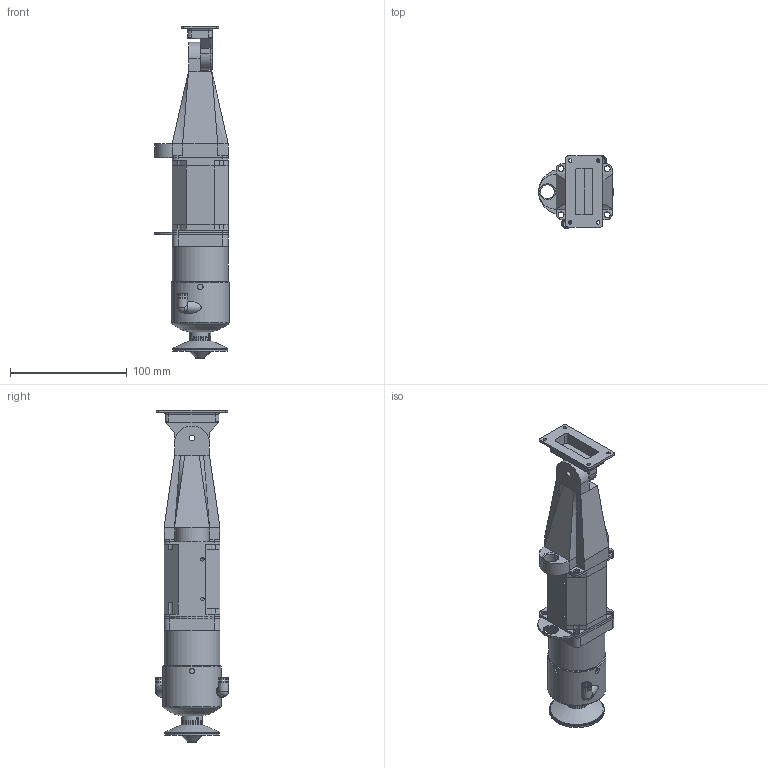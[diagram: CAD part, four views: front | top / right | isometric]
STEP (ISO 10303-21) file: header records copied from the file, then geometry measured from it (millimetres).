
FILE_DESCRIPTION(('FreeCAD Model'),'2;1');
FILE_NAME('Open CASCADE Shape Model','2025-08-15T16:12:58',(''),(''), 'Open CASCADE STEP processor 7.8','FreeCAD','Unknown');
FILE_SCHEMA(('AUTOMOTIVE_DESIGN { 1 0 10303 214 1 1 1 1 }'));
Length unit declared in the file: millimetre
Products named in the file (19): ____________; Крышка; КрышкаESC001; Корпус ESC; дЕРЖАТЕЛЬ; Корпус; КорпДвигло001; ; ; SOLID; 001; SOLID001; 002; 003; 004;   
;  
;  ; Диск
Assembly tree (18 placements, depth 4):
  ____________
    Крышка
    КрышкаESC001
    Корпус ESC
    дЕРЖАТЕЛЬ
    Корпус
    КорпДвигло001
    
      
        SOLID
      001
        SOLID001
      002
      003
      004
      

       

       
    Диск
Bounding box: 64 x 62.6 x 284.6 mm (x, y, z)
Volume: 125662.3 mm3; surface area: 124079.1 mm2
Topology: 14 solids, 14 shells, 2089 faces, 5396 edges, 3475 vertices
Faces by surface type: plane 1743, cylinder 191, torus 78, bspline 62, cone 11, sphere 4
Full cylindrical faces by diameter (mm): 2.013 x9, 2.7 x3, 3 x8, 4 x3, 4.134 x3, 4.917 x1, 5 x26, 6 x10, 7 x1, 7.5 x1, 8 x1, 8.5 x6, 10 x6, 10.1 x1, 12 x3, 15 x3, 15.5 x1, 18 x6, 40 x1, 44 x1, 45 x2, 46 x2, 46.4 x1, 47 x1, 48 x1, 50 x1
Entity records: 73443 total; most frequent: CARTESIAN_POINT 22062, ORIENTED_EDGE 10776, DIRECTION 9923, EDGE_CURVE 5388, LINE 4265, VECTOR 4265, VERTEX_POINT 3475, AXIS2_PLACEMENT_3D 2829
